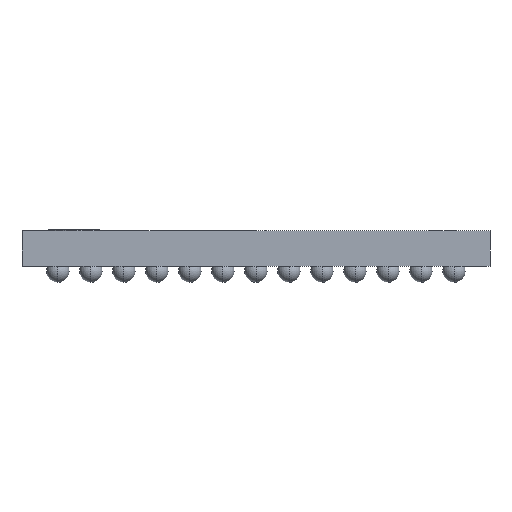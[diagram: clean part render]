
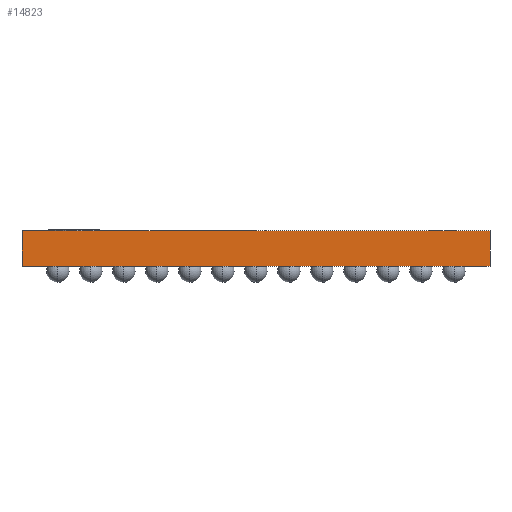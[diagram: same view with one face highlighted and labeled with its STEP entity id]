
A CAD part, left-side view. The second image highlights one B-rep face of the part: STEP entity #14823.
In plain terms, the highlighted planar face has unit normal (-1, 0, 0).
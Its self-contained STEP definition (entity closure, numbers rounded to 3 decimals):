
#416 = VERTEX_POINT ( 'NONE', #14714 ) ;
#1258 = DIRECTION ( 'NONE',  ( 0., -1., 0. ) ) ;
#1264 = VECTOR ( 'NONE', #6736, 1000. ) ;
#1601 = ORIENTED_EDGE ( 'NONE', *, *, #25940, .T. ) ;
#2775 = CARTESIAN_POINT ( 'NONE',  ( -2.32, 2.48, 0. ) ) ;
#2837 = ORIENTED_EDGE ( 'NONE', *, *, #20587, .F. ) ;
#3030 = EDGE_CURVE ( 'NONE', #416, #12434, #4818, .T. ) ;
#3564 = CARTESIAN_POINT ( 'NONE',  ( -2.32, -2.48, 0.38 ) ) ;
#3588 = VERTEX_POINT ( 'NONE', #2775 ) ;
#4818 = LINE ( 'NONE', #3564, #6238 ) ;
#5119 = VECTOR ( 'NONE', #14655, 1000. ) ;
#5291 = LINE ( 'NONE', #26334, #16373 ) ;
#5861 = PLANE ( 'NONE',  #17097 ) ;
#6230 = LINE ( 'NONE', #15049, #5119 ) ;
#6238 = VECTOR ( 'NONE', #9973, 1000. ) ;
#6595 = CARTESIAN_POINT ( 'NONE',  ( -2.32, -2.48, 0.38 ) ) ;
#6736 = DIRECTION ( 'NONE',  ( 0., -1., 0. ) ) ;
#8073 = DIRECTION ( 'NONE',  ( 1., 0., 0. ) ) ;
#9584 = CARTESIAN_POINT ( 'NONE',  ( -2.32, 2.48, 0.38 ) ) ;
#9973 = DIRECTION ( 'NONE',  ( 0., 0., -1. ) ) ;
#12434 = VERTEX_POINT ( 'NONE', #24275 ) ;
#13252 = EDGE_LOOP ( 'NONE', ( #1601, #26046, #2837, #22847 ) ) ;
#14655 = DIRECTION ( 'NONE',  ( 0., 0., -1. ) ) ;
#14714 = CARTESIAN_POINT ( 'NONE',  ( -2.32, -2.48, 0.38 ) ) ;
#14823 = ADVANCED_FACE ( 'NONE', ( #22401 ), #5861, .F. ) ;
#15049 = CARTESIAN_POINT ( 'NONE',  ( -2.32, 2.48, 0.38 ) ) ;
#16192 = EDGE_CURVE ( 'NONE', #26274, #3588, #6230, .T. ) ;
#16373 = VECTOR ( 'NONE', #1258, 1000. ) ;
#17097 = AXIS2_PLACEMENT_3D ( 'NONE', #26905, #8073, #22936 ) ;
#19562 = LINE ( 'NONE', #6595, #1264 ) ;
#20587 = EDGE_CURVE ( 'NONE', #26274, #416, #19562, .T. ) ;
#22401 = FACE_OUTER_BOUND ( 'NONE', #13252, .T. ) ;
#22847 = ORIENTED_EDGE ( 'NONE', *, *, #16192, .T. ) ;
#22936 = DIRECTION ( 'NONE',  ( 0., 0., -1. ) ) ;
#24275 = CARTESIAN_POINT ( 'NONE',  ( -2.32, -2.48, 0. ) ) ;
#25940 = EDGE_CURVE ( 'NONE', #3588, #12434, #5291, .T. ) ;
#26046 = ORIENTED_EDGE ( 'NONE', *, *, #3030, .F. ) ;
#26274 = VERTEX_POINT ( 'NONE', #9584 ) ;
#26334 = CARTESIAN_POINT ( 'NONE',  ( -2.32, -2.48, 0. ) ) ;
#26905 = CARTESIAN_POINT ( 'NONE',  ( -2.32, -2.48, 0.38 ) ) ;
